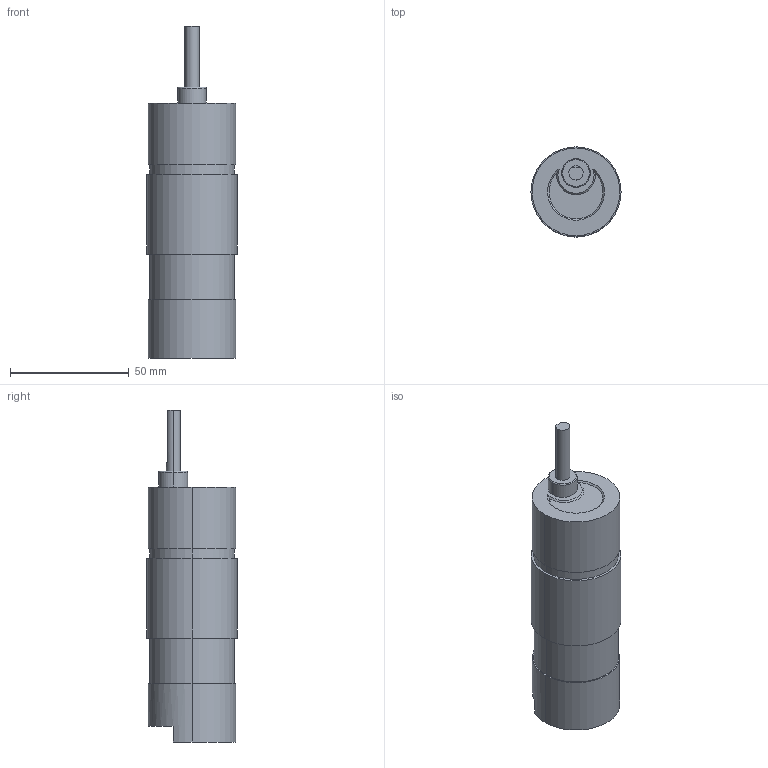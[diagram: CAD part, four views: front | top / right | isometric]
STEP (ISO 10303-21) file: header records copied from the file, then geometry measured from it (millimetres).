
FILE_DESCRIPTION (( 'STEP AP214' ), '1' );
FILE_NAME ('neverest.step', '2017-10-17T01:00:47', ( '' ), ( '' ), 'SwSTEP 2.0', 'SolidWorks 2017', '' );
FILE_SCHEMA (( 'AUTOMOTIVE_DESIGN' ));
Length unit declared in the file: inch
Products named in the file (1): neverest
Bounding box: 38 x 38 x 140.05 mm (x, y, z)
Volume: 115432.5 mm3; surface area: 15730.7 mm2
Topology: 1 solids, 1 shells, 35 faces, 76 edges, 50 vertices
Faces by surface type: cylinder 14, plane 13, cone 6, torus 2
Entity records: 1193 total; most frequent: DIRECTION 194, CARTESIAN_POINT 168, ORIENTED_EDGE 152, AXIS2_PLACEMENT_3D 84, EDGE_CURVE 76, VERTEX_POINT 50, CIRCLE 48, EDGE_LOOP 42
